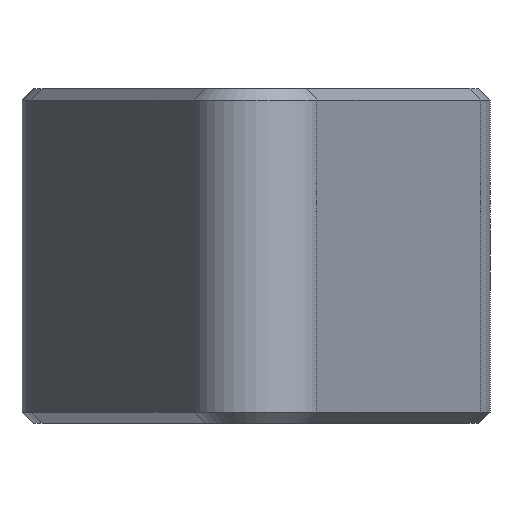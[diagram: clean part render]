
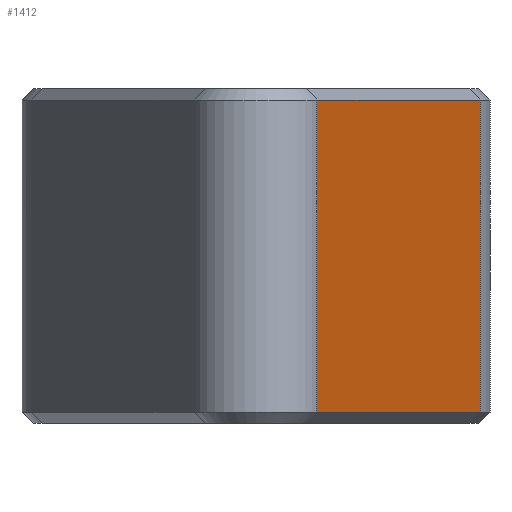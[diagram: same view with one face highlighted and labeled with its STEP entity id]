
A CAD part, left-side view. The second image highlights one B-rep face of the part: STEP entity #1412.
In plain terms, the highlighted planar face has unit normal (-0.411, -0.912, 0).
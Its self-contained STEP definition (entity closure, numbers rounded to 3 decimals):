
#154=FACE_OUTER_BOUND('',#247,.T.);
#247=EDGE_LOOP('',(#1101,#1102,#1103,#1104));
#375=LINE('',#2250,#525);
#381=LINE('',#2267,#531);
#382=LINE('',#2271,#532);
#383=LINE('',#2272,#533);
#525=VECTOR('',#1813,10.);
#531=VECTOR('',#1831,10.);
#532=VECTOR('',#1836,10.);
#533=VECTOR('',#1837,10.);
#666=VERTEX_POINT('',#2244);
#667=VERTEX_POINT('',#2248);
#672=VERTEX_POINT('',#2266);
#673=VERTEX_POINT('',#2270);
#817=EDGE_CURVE('',#667,#666,#375,.T.);
#825=EDGE_CURVE('',#666,#672,#381,.T.);
#827=EDGE_CURVE('',#673,#667,#382,.T.);
#828=EDGE_CURVE('',#672,#673,#383,.T.);
#1101=ORIENTED_EDGE('',*,*,#817,.F.);
#1102=ORIENTED_EDGE('',*,*,#827,.F.);
#1103=ORIENTED_EDGE('',*,*,#828,.F.);
#1104=ORIENTED_EDGE('',*,*,#825,.F.);
#1347=PLANE('',#1543);
#1412=ADVANCED_FACE('',(#154),#1347,.T.);
#1543=AXIS2_PLACEMENT_3D('',#2269,#1834,#1835);
#1813=DIRECTION('',(0.912,-0.411,0.));
#1831=DIRECTION('',(0.,0.,-1.));
#1834=DIRECTION('center_axis',(-0.411,-0.912,0.));
#1835=DIRECTION('ref_axis',(0.912,-0.411,0.));
#1836=DIRECTION('',(0.,0.,1.));
#1837=DIRECTION('',(-0.912,0.411,0.));
#2244=CARTESIAN_POINT('',(-11.48,-10.058,14.5));
#2248=CARTESIAN_POINT('',(-27.725,-2.735,14.5));
#2250=CARTESIAN_POINT('',(-16.716,-7.698,14.5));
#2266=CARTESIAN_POINT('',(-11.48,-10.058,0.5));
#2267=CARTESIAN_POINT('',(-11.48,-10.058,0.));
#2269=CARTESIAN_POINT('Origin',(-27.725,-2.735,0.));
#2270=CARTESIAN_POINT('',(-27.725,-2.735,0.5));
#2271=CARTESIAN_POINT('',(-27.725,-2.735,0.));
#2272=CARTESIAN_POINT('',(-16.716,-7.698,0.5));
